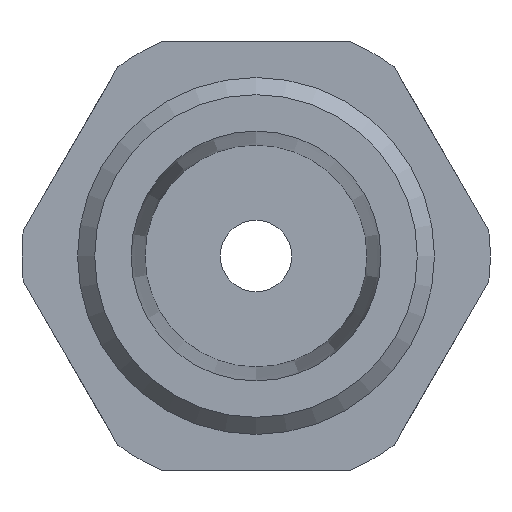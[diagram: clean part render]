
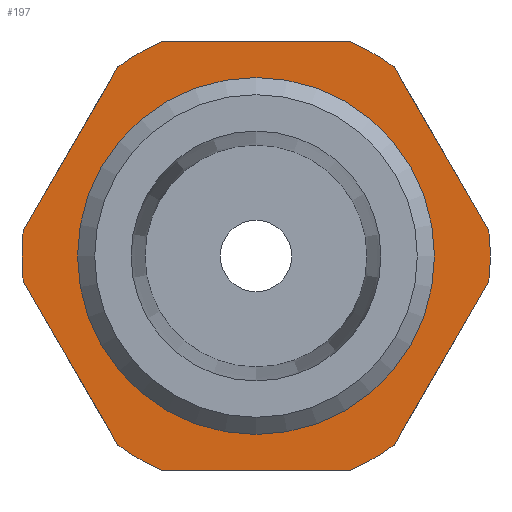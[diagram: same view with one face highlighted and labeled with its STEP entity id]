
A CAD part, left-side view. The second image highlights one B-rep face of the part: STEP entity #197.
In plain terms, the highlighted planar face has unit normal (-1, 0, 0).
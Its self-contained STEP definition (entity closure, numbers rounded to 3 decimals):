
#197 = ADVANCED_FACE( '', ( #444, #445 ), #446, .F. );
#444 = FACE_OUTER_BOUND( '', #735, .T. );
#445 = FACE_BOUND( '', #736, .T. );
#446 = PLANE( '', #737 );
#735 = EDGE_LOOP( '', ( #1227, #1228, #1229, #1230, #1231, #1232, #1233, #1234, #1235, #1236, #1237, #1238 ) );
#736 = EDGE_LOOP( '', ( #1239 ) );
#737 = AXIS2_PLACEMENT_3D( '', #1240, #1241, #1242 );
#1227 = ORIENTED_EDGE( '', *, *, #1730, .F. );
#1228 = ORIENTED_EDGE( '', *, *, #1731, .F. );
#1229 = ORIENTED_EDGE( '', *, *, #1672, .F. );
#1230 = ORIENTED_EDGE( '', *, *, #1610, .F. );
#1231 = ORIENTED_EDGE( '', *, *, #1614, .F. );
#1232 = ORIENTED_EDGE( '', *, *, #1732, .F. );
#1233 = ORIENTED_EDGE( '', *, *, #1564, .F. );
#1234 = ORIENTED_EDGE( '', *, *, #1663, .F. );
#1235 = ORIENTED_EDGE( '', *, *, #1733, .F. );
#1236 = ORIENTED_EDGE( '', *, *, #1605, .F. );
#1237 = ORIENTED_EDGE( '', *, *, #1666, .F. );
#1238 = ORIENTED_EDGE( '', *, *, #1582, .F. );
#1239 = ORIENTED_EDGE( '', *, *, #1703, .T. );
#1240 = CARTESIAN_POINT( '', ( 7.8, 6.25, 0. ) );
#1241 = DIRECTION( '', ( 1., 0., 0. ) );
#1242 = DIRECTION( '', ( 0., 0., -1. ) );
#1564 = EDGE_CURVE( '', #1834, #1830, #1836, .T. );
#1582 = EDGE_CURVE( '', #1865, #1860, #1867, .T. );
#1605 = EDGE_CURVE( '', #1906, #1901, #1908, .T. );
#1610 = EDGE_CURVE( '', #1915, #1910, #1917, .T. );
#1614 = EDGE_CURVE( '', #1921, #1915, #1923, .T. );
#1663 = EDGE_CURVE( '', #2004, #1834, #2006, .T. );
#1666 = EDGE_CURVE( '', #1860, #1906, #2009, .T. );
#1672 = EDGE_CURVE( '', #1910, #2015, #2018, .T. );
#1703 = EDGE_CURVE( '', #2061, #2061, #2062, .T. );
#1730 = EDGE_CURVE( '', #2099, #1865, #2100, .T. );
#1731 = EDGE_CURVE( '', #2015, #2099, #2101, .T. );
#1732 = EDGE_CURVE( '', #1830, #1921, #2102, .T. );
#1733 = EDGE_CURVE( '', #1901, #2004, #2103, .T. );
#1830 = VERTEX_POINT( '', #2221 );
#1834 = VERTEX_POINT( '', #2226 );
#1836 = CIRCLE( '', #2229, 8.2 );
#1860 = VERTEX_POINT( '', #2257 );
#1865 = VERTEX_POINT( '', #2267 );
#1867 = LINE( '', #2270, #2271 );
#1901 = VERTEX_POINT( '', #2328 );
#1906 = VERTEX_POINT( '', #2339 );
#1908 = LINE( '', #2342, #2343 );
#1910 = VERTEX_POINT( '', #2345 );
#1915 = VERTEX_POINT( '', #2356 );
#1917 = LINE( '', #2359, #2360 );
#1921 = VERTEX_POINT( '', #2364 );
#1923 = CIRCLE( '', #2367, 8.2 );
#2004 = VERTEX_POINT( '', #2484 );
#2006 = LINE( '', #2487, #2488 );
#2009 = CIRCLE( '', #2491, 8.2 );
#2015 = VERTEX_POINT( '', #2497 );
#2018 = CIRCLE( '', #2501, 8.2 );
#2061 = VERTEX_POINT( '', #2568 );
#2062 = CIRCLE( '', #2569, 6.25 );
#2099 = VERTEX_POINT( '', #2614 );
#2100 = CIRCLE( '', #2615, 8.2 );
#2101 = LINE( '', #2616, #2617 );
#2102 = LINE( '', #2618, #2619 );
#2103 = CIRCLE( '', #2620, 8.2 );
#2221 = CARTESIAN_POINT( '', ( 7.8, -8.153, -0.879 ) );
#2226 = CARTESIAN_POINT( '', ( 7.8, -8.153, 0.879 ) );
#2229 = AXIS2_PLACEMENT_3D( '', #2782, #2783, #2784 );
#2257 = CARTESIAN_POINT( '', ( 7.8, 4.838, 6.621 ) );
#2267 = CARTESIAN_POINT( '', ( 7.8, 8.153, 0.879 ) );
#2270 = CARTESIAN_POINT( '', ( 7.8, 8.66, 0. ) );
#2271 = VECTOR( '', #2806, 1000. );
#2328 = CARTESIAN_POINT( '', ( 7.8, -3.315, 7.5 ) );
#2339 = CARTESIAN_POINT( '', ( 7.8, 3.315, 7.5 ) );
#2342 = CARTESIAN_POINT( '', ( 7.8, 4.33, 7.5 ) );
#2343 = VECTOR( '', #2827, 1000. );
#2345 = CARTESIAN_POINT( '', ( 7.8, 3.315, -7.5 ) );
#2356 = CARTESIAN_POINT( '', ( 7.8, -3.315, -7.5 ) );
#2359 = CARTESIAN_POINT( '', ( 7.8, -4.33, -7.5 ) );
#2360 = VECTOR( '', #2830, 1000. );
#2364 = CARTESIAN_POINT( '', ( 7.8, -4.838, -6.621 ) );
#2367 = AXIS2_PLACEMENT_3D( '', #2835, #2836, #2837 );
#2484 = CARTESIAN_POINT( '', ( 7.8, -4.838, 6.621 ) );
#2487 = CARTESIAN_POINT( '', ( 7.8, -4.33, 7.5 ) );
#2488 = VECTOR( '', #2915, 1000. );
#2491 = AXIS2_PLACEMENT_3D( '', #2919, #2920, #2921 );
#2497 = CARTESIAN_POINT( '', ( 7.8, 4.838, -6.621 ) );
#2501 = AXIS2_PLACEMENT_3D( '', #2929, #2930, #2931 );
#2568 = CARTESIAN_POINT( '', ( 7.8, 0., -6.25 ) );
#2569 = AXIS2_PLACEMENT_3D( '', #2964, #2965, #2966 );
#2614 = CARTESIAN_POINT( '', ( 7.8, 8.153, -0.879 ) );
#2615 = AXIS2_PLACEMENT_3D( '', #2999, #3000, #3001 );
#2616 = CARTESIAN_POINT( '', ( 7.8, 4.33, -7.5 ) );
#2617 = VECTOR( '', #3002, 1000. );
#2618 = CARTESIAN_POINT( '', ( 7.8, -8.66, 0. ) );
#2619 = VECTOR( '', #3003, 1000. );
#2620 = AXIS2_PLACEMENT_3D( '', #3004, #3005, #3006 );
#2782 = CARTESIAN_POINT( '', ( 7.8, 0., 0. ) );
#2783 = DIRECTION( '', ( 1., 0., 0. ) );
#2784 = DIRECTION( '', ( 0., 0., -1. ) );
#2806 = DIRECTION( '', ( 0., -0.5, 0.866 ) );
#2827 = DIRECTION( '', ( 0., -1., 0. ) );
#2830 = DIRECTION( '', ( 0., 1., 0. ) );
#2835 = CARTESIAN_POINT( '', ( 7.8, 0., 0. ) );
#2836 = DIRECTION( '', ( 1., 0., 0. ) );
#2837 = DIRECTION( '', ( 0., 0., -1. ) );
#2915 = DIRECTION( '', ( 0., -0.5, -0.866 ) );
#2919 = CARTESIAN_POINT( '', ( 7.8, 0., 0. ) );
#2920 = DIRECTION( '', ( 1., 0., 0. ) );
#2921 = DIRECTION( '', ( 0., 0., -1. ) );
#2929 = CARTESIAN_POINT( '', ( 7.8, 0., 0. ) );
#2930 = DIRECTION( '', ( 1., 0., 0. ) );
#2931 = DIRECTION( '', ( 0., 0., -1. ) );
#2964 = CARTESIAN_POINT( '', ( 7.8, 0., 0. ) );
#2965 = DIRECTION( '', ( 1., 0., 0. ) );
#2966 = DIRECTION( '', ( 0., 0., -1. ) );
#2999 = CARTESIAN_POINT( '', ( 7.8, 0., 0. ) );
#3000 = DIRECTION( '', ( 1., 0., 0. ) );
#3001 = DIRECTION( '', ( 0., 0., -1. ) );
#3002 = DIRECTION( '', ( 0., 0.5, 0.866 ) );
#3003 = DIRECTION( '', ( 0., 0.5, -0.866 ) );
#3004 = CARTESIAN_POINT( '', ( 7.8, 0., 0. ) );
#3005 = DIRECTION( '', ( 1., 0., 0. ) );
#3006 = DIRECTION( '', ( 0., 0., -1. ) );
